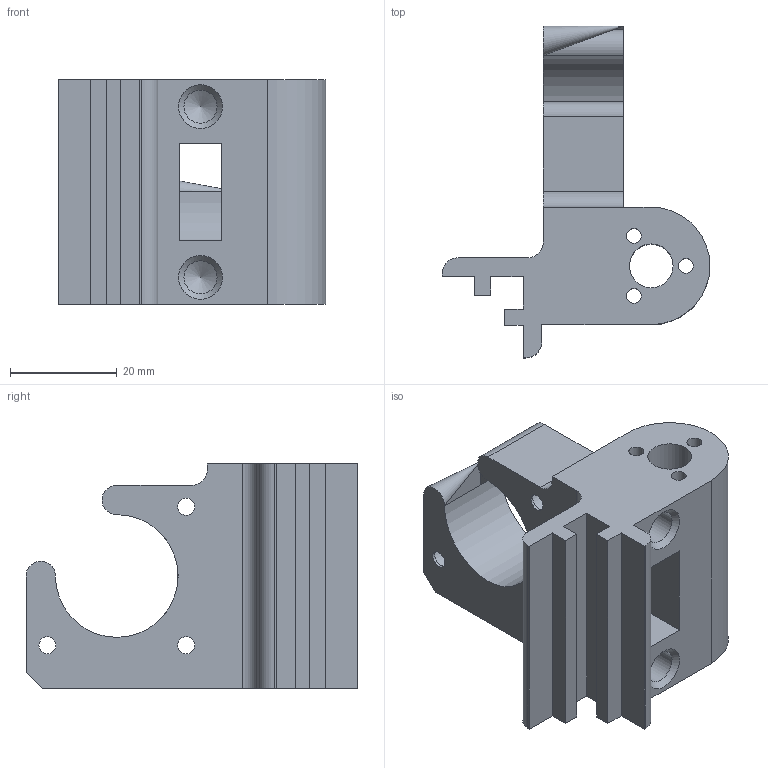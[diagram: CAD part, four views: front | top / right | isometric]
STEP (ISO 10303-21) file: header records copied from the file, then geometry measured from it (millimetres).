
FILE_DESCRIPTION(('FreeCAD Model'),'2;1');
FILE_NAME('Open CASCADE Shape Model','2021-12-30T21:46:53',('Author'),( ''),'Open CASCADE STEP processor 7.5','FreeCAD','Unknown');
FILE_SCHEMA(('AUTOMOTIVE_DESIGN { 1 0 10303 214 1 1 1 1 }'));
Length unit declared in the file: millimetre
Products named in the file (1): Chamfer003
Bounding box: 50.2 x 62.2 x 42 mm (x, y, z)
Volume: 33428 mm3; surface area: 15984 mm2
Topology: 1 solids, 1 shells, 59 faces, 152 edges, 100 vertices
Faces by surface type: plane 33, cylinder 22, cone 4
Full cylindrical faces by diameter (mm): 2.8 x5, 3.2 x3, 5.5 x1, 6.2 x2, 6.6 x3, 8.2 x1
Entity records: 3819 total; most frequent: CARTESIAN_POINT 722, DIRECTION 581, LINE 336, VECTOR 336, ORIENTED_EDGE 300, PCURVE 300, DEFINITIONAL_REPRESENTATION 300, EDGE_CURVE 150
